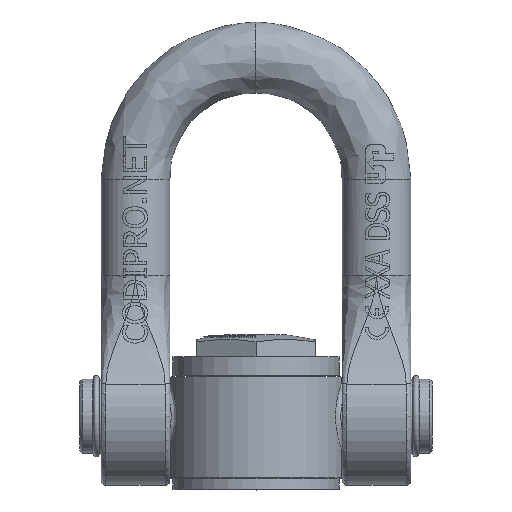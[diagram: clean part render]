
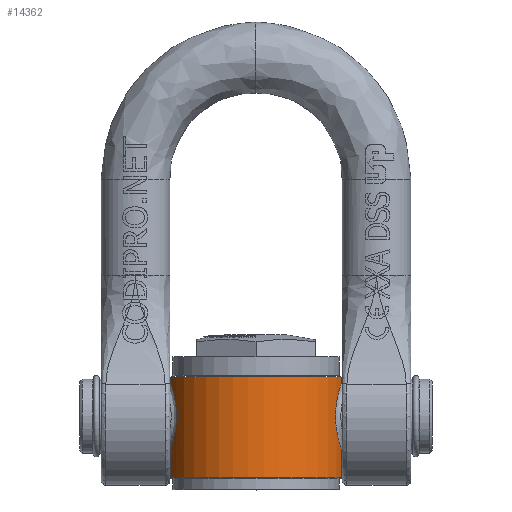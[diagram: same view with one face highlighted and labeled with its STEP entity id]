
A CAD part, top view. The second image highlights one B-rep face of the part: STEP entity #14362.
In plain terms, the highlighted cylindrical face has radius 37.5 mm (diameter 75 mm), a partial arc.
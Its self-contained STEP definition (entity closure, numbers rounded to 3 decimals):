
#754=ELLIPSE('',#15375,17.07,15.009);
#755=ELLIPSE('',#15376,17.07,15.009);
#758=ELLIPSE('',#15379,17.07,15.009);
#759=ELLIPSE('',#15380,17.07,15.009);
#1440=FACE_OUTER_BOUND('',#2317,.T.);
#2317=EDGE_LOOP('',(#11550,#11551,#11552,#11553,#11554,#11555,#11556,#11557,
#11558,#11559,#11560,#11561,#11562,#11563,#11564,#11565));
#3179=B_SPLINE_CURVE_WITH_KNOTS('',3,(#26104,#26105,#26106,#26107,#26108,
#26109,#26110,#26111),.UNSPECIFIED.,.F.,.F.,(4,2,2,4),(1.872,
1.928,1.992,1.994),.UNSPECIFIED.);
#3184=B_SPLINE_CURVE_WITH_KNOTS('',3,(#26171,#26172,#26173,#26174,#26175,
#26176,#26177,#26178),.UNSPECIFIED.,.F.,.F.,(4,2,2,4),(1.268,
1.288,1.331,1.348),.UNSPECIFIED.);
#3194=B_SPLINE_CURVE_WITH_KNOTS('',3,(#26266,#26267,#26268,#26269,#26270,
#26271),.UNSPECIFIED.,.F.,.F.,(4,2,4),(1.948,2.012,
2.057),.UNSPECIFIED.);
#3195=B_SPLINE_CURVE_WITH_KNOTS('',3,(#26281,#26282,#26283,#26284,#26285,
#26286,#26287,#26288),.UNSPECIFIED.,.F.,.F.,(4,2,2,4),(1.268,
1.288,1.331,1.348),.UNSPECIFIED.);
#3205=B_SPLINE_CURVE_WITH_KNOTS('',3,(#26428,#26429,#26430,#26431,#26432,
#26433,#26434,#26435,#26436),.UNSPECIFIED.,.F.,.F.,(4,1,1,1,1,1,4),(-13.112,
-12.433,-12.192,-11.709,-11.226,
-10.743,-9.823),.UNSPECIFIED.);
#3207=B_SPLINE_CURVE_WITH_KNOTS('',3,(#26544,#26545,#26546,#26547,#26548,
#26549,#26550,#26551,#26552),.UNSPECIFIED.,.F.,.F.,(4,1,1,1,1,1,4),(-13.112,
-12.433,-12.192,-11.709,-11.226,
-10.743,-9.823),.UNSPECIFIED.);
#3662=CIRCLE('',#15389,37.5);
#3666=CIRCLE('',#15395,37.5);
#4527=LINE('',#26277,#5287);
#4531=LINE('',#26637,#5291);
#4533=LINE('',#26641,#5293);
#4534=LINE('',#26643,#5294);
#5287=VECTOR('',#17603,10.);
#5291=VECTOR('',#17681,10.);
#5293=VECTOR('',#17687,10.);
#5294=VECTOR('',#17690,10.);
#6347=VERTEX_POINT('',#26047);
#6353=VERTEX_POINT('',#26102);
#6361=VERTEX_POINT('',#26157);
#6362=VERTEX_POINT('',#26170);
#6371=VERTEX_POINT('',#26229);
#6374=VERTEX_POINT('',#26264);
#6376=VERTEX_POINT('',#26275);
#6377=VERTEX_POINT('',#26279);
#6378=VERTEX_POINT('',#26280);
#6392=VERTEX_POINT('',#26425);
#6393=VERTEX_POINT('',#26427);
#6396=VERTEX_POINT('',#26541);
#6397=VERTEX_POINT('',#26543);
#6403=VERTEX_POINT('',#26621);
#6404=VERTEX_POINT('',#26623);
#6407=VERTEX_POINT('',#26633);
#8187=EDGE_CURVE('',#6353,#6347,#3179,.T.);
#8196=EDGE_CURVE('',#6362,#6361,#3184,.F.);
#8212=EDGE_CURVE('',#6374,#6371,#3194,.T.);
#8215=EDGE_CURVE('',#6374,#6376,#4527,.T.);
#8216=EDGE_CURVE('',#6377,#6378,#3195,.F.);
#8233=EDGE_CURVE('',#6371,#6392,#754,.F.);
#8234=EDGE_CURVE('',#6392,#6393,#3205,.T.);
#8235=EDGE_CURVE('',#6361,#6393,#755,.T.);
#8239=EDGE_CURVE('',#6347,#6396,#758,.F.);
#8240=EDGE_CURVE('',#6396,#6397,#3207,.T.);
#8241=EDGE_CURVE('',#6378,#6397,#759,.T.);
#8249=EDGE_CURVE('',#6403,#6404,#3662,.T.);
#8255=EDGE_CURVE('',#6407,#6376,#3666,.T.);
#8256=EDGE_CURVE('',#6403,#6362,#4531,.T.);
#8258=EDGE_CURVE('',#6407,#6377,#4533,.T.);
#8259=EDGE_CURVE('',#6353,#6404,#4534,.T.);
#11550=ORIENTED_EDGE('',*,*,#8234,.F.);
#11551=ORIENTED_EDGE('',*,*,#8233,.F.);
#11552=ORIENTED_EDGE('',*,*,#8212,.F.);
#11553=ORIENTED_EDGE('',*,*,#8215,.T.);
#11554=ORIENTED_EDGE('',*,*,#8255,.F.);
#11555=ORIENTED_EDGE('',*,*,#8258,.T.);
#11556=ORIENTED_EDGE('',*,*,#8216,.T.);
#11557=ORIENTED_EDGE('',*,*,#8241,.T.);
#11558=ORIENTED_EDGE('',*,*,#8240,.F.);
#11559=ORIENTED_EDGE('',*,*,#8239,.F.);
#11560=ORIENTED_EDGE('',*,*,#8187,.F.);
#11561=ORIENTED_EDGE('',*,*,#8259,.T.);
#11562=ORIENTED_EDGE('',*,*,#8249,.F.);
#11563=ORIENTED_EDGE('',*,*,#8256,.T.);
#11564=ORIENTED_EDGE('',*,*,#8196,.T.);
#11565=ORIENTED_EDGE('',*,*,#8235,.T.);
#13877=CYLINDRICAL_SURFACE('',#15400,37.5);
#14362=ADVANCED_FACE('',(#1440),#13877,.T.);
#15375=AXIS2_PLACEMENT_3D('',#26426,#17634,#17635);
#15376=AXIS2_PLACEMENT_3D('',#26437,#17636,#17637);
#15379=AXIS2_PLACEMENT_3D('',#26542,#17642,#17643);
#15380=AXIS2_PLACEMENT_3D('',#26553,#17644,#17645);
#15389=AXIS2_PLACEMENT_3D('',#26624,#17663,#17664);
#15395=AXIS2_PLACEMENT_3D('',#26635,#17677,#17678);
#15400=AXIS2_PLACEMENT_3D('',#26644,#17691,#17692);
#17603=DIRECTION('',(0.,0.,-1.));
#17634=DIRECTION('center_axis',(0.093,-0.97,-0.224));
#17635=DIRECTION('ref_axis',(0.374,0.243,-0.895));
#17636=DIRECTION('center_axis',(0.093,-0.97,0.224));
#17637=DIRECTION('ref_axis',(-0.374,-0.243,-0.895));
#17642=DIRECTION('center_axis',(0.093,0.97,0.224));
#17643=DIRECTION('ref_axis',(0.374,-0.243,0.895));
#17644=DIRECTION('center_axis',(0.093,0.97,-0.224));
#17645=DIRECTION('ref_axis',(-0.374,0.243,0.895));
#17663=DIRECTION('center_axis',(0.,0.,1.));
#17664=DIRECTION('ref_axis',(-1.,0.,0.));
#17677=DIRECTION('center_axis',(0.,0.,-1.));
#17678=DIRECTION('ref_axis',(-1.,0.,0.));
#17681=DIRECTION('',(0.,0.,-1.));
#17687=DIRECTION('',(0.,0.,1.));
#17690=DIRECTION('',(0.,0.,1.));
#17691=DIRECTION('center_axis',(0.,0.,1.));
#17692=DIRECTION('ref_axis',(-1.,0.,0.));
#26047=CARTESIAN_POINT('',(-10.379,-36.035,40.193));
#26102=CARTESIAN_POINT('',(-10.5,-36.,40.62));
#26104=CARTESIAN_POINT('Ctrl Pts',(-10.5,-36.,40.62));
#26105=CARTESIAN_POINT('Ctrl Pts',(-10.5,-36.,40.549));
#26106=CARTESIAN_POINT('Ctrl Pts',(-10.493,-36.002,
40.479));
#26107=CARTESIAN_POINT('Ctrl Pts',(-10.458,-36.012,
40.333));
#26108=CARTESIAN_POINT('Ctrl Pts',(-10.428,-36.021,40.261));
#26109=CARTESIAN_POINT('Ctrl Pts',(-10.381,-36.034,
40.195));
#26110=CARTESIAN_POINT('Ctrl Pts',(-10.38,-36.035,
40.194));
#26111=CARTESIAN_POINT('Ctrl Pts',(-10.379,-36.035,
40.193));
#26157=CARTESIAN_POINT('',(-10.379,36.035,40.193));
#26170=CARTESIAN_POINT('',(-10.5,36.,40.62));
#26171=CARTESIAN_POINT('Ctrl Pts',(-10.379,36.035,40.193));
#26172=CARTESIAN_POINT('Ctrl Pts',(-10.401,36.029,40.223));
#26173=CARTESIAN_POINT('Ctrl Pts',(-10.42,36.023,40.255));
#26174=CARTESIAN_POINT('Ctrl Pts',(-10.469,36.009,40.363));
#26175=CARTESIAN_POINT('Ctrl Pts',(-10.488,36.004,40.443));
#26176=CARTESIAN_POINT('Ctrl Pts',(-10.499,36.,40.556));
#26177=CARTESIAN_POINT('Ctrl Pts',(-10.5,36.,40.588));
#26178=CARTESIAN_POINT('Ctrl Pts',(-10.5,36.,40.62));
#26229=CARTESIAN_POINT('',(-10.379,36.035,11.807));
#26264=CARTESIAN_POINT('',(-10.5,36.,11.38));
#26266=CARTESIAN_POINT('Ctrl Pts',(-10.5,36.,11.38));
#26267=CARTESIAN_POINT('Ctrl Pts',(-10.5,36.,11.469));
#26268=CARTESIAN_POINT('Ctrl Pts',(-10.489,36.003,11.558));
#26269=CARTESIAN_POINT('Ctrl Pts',(-10.443,36.017,11.702));
#26270=CARTESIAN_POINT('Ctrl Pts',(-10.415,36.025,11.757));
#26271=CARTESIAN_POINT('Ctrl Pts',(-10.379,36.035,11.807));
#26275=CARTESIAN_POINT('',(-10.5,36.,0.));
#26277=CARTESIAN_POINT('',(-10.5,36.,0.));
#26279=CARTESIAN_POINT('',(-10.5,-36.,11.38));
#26280=CARTESIAN_POINT('',(-10.379,-36.035,11.807));
#26281=CARTESIAN_POINT('Ctrl Pts',(-10.379,-36.035,
11.807));
#26282=CARTESIAN_POINT('Ctrl Pts',(-10.401,-36.029,
11.777));
#26283=CARTESIAN_POINT('Ctrl Pts',(-10.42,-36.023,11.745));
#26284=CARTESIAN_POINT('Ctrl Pts',(-10.469,-36.009,
11.637));
#26285=CARTESIAN_POINT('Ctrl Pts',(-10.488,-36.004,
11.557));
#26286=CARTESIAN_POINT('Ctrl Pts',(-10.499,-36.,
11.444));
#26287=CARTESIAN_POINT('Ctrl Pts',(-10.5,-36.,11.412));
#26288=CARTESIAN_POINT('Ctrl Pts',(-10.5,-36.,11.38));
#26425=CARTESIAN_POINT('',(-10.5,36.,11.909));
#26426=CARTESIAN_POINT('Origin',(-1.565,33.962,24.447));
#26427=CARTESIAN_POINT('',(-10.5,36.,40.091));
#26428=CARTESIAN_POINT('Ctrl Pts',(-10.5,36.,11.909));
#26429=CARTESIAN_POINT('Ctrl Pts',(-12.119,35.527,13.282));
#26430=CARTESIAN_POINT('Ctrl Pts',(-13.982,34.822,15.566));
#26431=CARTESIAN_POINT('Ctrl Pts',(-15.92,33.964,19.672));
#26432=CARTESIAN_POINT('Ctrl Pts',(-16.924,33.465,23.558));
#26433=CARTESIAN_POINT('Ctrl Pts',(-16.925,33.463,28.443));
#26434=CARTESIAN_POINT('Ctrl Pts',(-15.354,34.246,34.515));
#26435=CARTESIAN_POINT('Ctrl Pts',(-12.695,35.359,38.229));
#26436=CARTESIAN_POINT('Ctrl Pts',(-10.5,36.,40.091));
#26437=CARTESIAN_POINT('Origin',(-1.564,33.962,27.553));
#26541=CARTESIAN_POINT('',(-10.5,-36.,40.091));
#26542=CARTESIAN_POINT('Origin',(-1.565,-33.962,27.553));
#26543=CARTESIAN_POINT('',(-10.5,-36.,11.909));
#26544=CARTESIAN_POINT('Ctrl Pts',(-10.5,-36.,
40.091));
#26545=CARTESIAN_POINT('Ctrl Pts',(-12.119,-35.527,
38.718));
#26546=CARTESIAN_POINT('Ctrl Pts',(-13.982,-34.822,
36.434));
#26547=CARTESIAN_POINT('Ctrl Pts',(-15.92,-33.964,
32.328));
#26548=CARTESIAN_POINT('Ctrl Pts',(-16.924,-33.465,
28.442));
#26549=CARTESIAN_POINT('Ctrl Pts',(-16.925,-33.463,23.557));
#26550=CARTESIAN_POINT('Ctrl Pts',(-15.354,-34.246,
17.485));
#26551=CARTESIAN_POINT('Ctrl Pts',(-12.695,-35.359,
13.771));
#26552=CARTESIAN_POINT('Ctrl Pts',(-10.5,-36.,
11.909));
#26553=CARTESIAN_POINT('Origin',(-1.565,-33.962,24.447));
#26621=CARTESIAN_POINT('',(-10.5,36.,42.5));
#26623=CARTESIAN_POINT('',(-10.5,-36.,42.5));
#26624=CARTESIAN_POINT('Origin',(0.,0.,42.5));
#26633=CARTESIAN_POINT('',(-10.5,-36.,0.));
#26635=CARTESIAN_POINT('Origin',(0.,0.,0.));
#26637=CARTESIAN_POINT('',(-10.5,36.,0.));
#26641=CARTESIAN_POINT('',(-10.5,-36.,0.));
#26643=CARTESIAN_POINT('',(-10.5,-36.,0.));
#26644=CARTESIAN_POINT('Origin',(0.,0.,0.));
